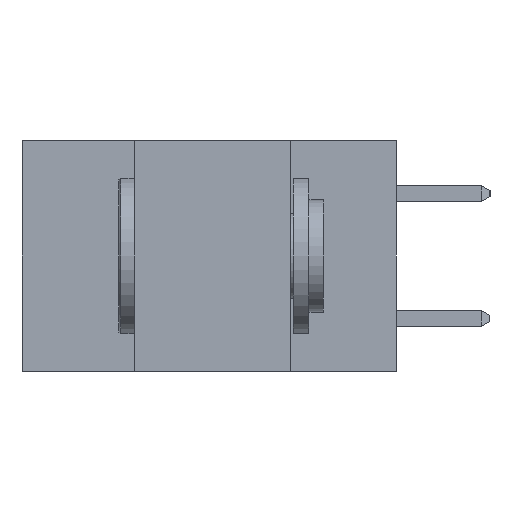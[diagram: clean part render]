
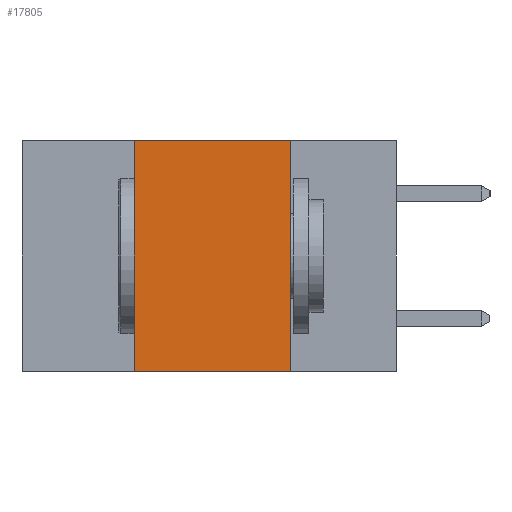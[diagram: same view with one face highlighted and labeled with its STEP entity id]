
A CAD part, left-side view. The second image highlights one B-rep face of the part: STEP entity #17805.
In plain terms, the highlighted planar face has unit normal (-1, 0, 0).
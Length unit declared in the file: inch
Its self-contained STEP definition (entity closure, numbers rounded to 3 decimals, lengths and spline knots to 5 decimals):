
#6 = EDGE_CURVE ( 'NONE', #20271, #9515, #3598, .T. ) ;
#348 = PLANE ( 'NONE',  #4387 ) ;
#1251 = VERTEX_POINT ( 'NONE', #15964 ) ;
#1995 = ORIENTED_EDGE ( 'NONE', *, *, #6, .T. ) ;
#2888 = CARTESIAN_POINT ( 'NONE',  ( 0., 0.42, -0.37 ) ) ;
#3401 = CARTESIAN_POINT ( 'NONE',  ( 0., 0.6, -0.37 ) ) ;
#3593 = ORIENTED_EDGE ( 'NONE', *, *, #12987, .F. ) ;
#3598 = LINE ( 'NONE', #3401, #10026 ) ;
#4355 = ORIENTED_EDGE ( 'NONE', *, *, #14397, .F. ) ;
#4387 = AXIS2_PLACEMENT_3D ( 'NONE', #11636, #6832, #16442 ) ;
#5022 = CARTESIAN_POINT ( 'NONE',  ( 0., 0.42, 0. ) ) ;
#5857 = VECTOR ( 'NONE', #12721, 39.37008 ) ;
#6647 = EDGE_CURVE ( 'NONE', #1251, #9515, #16052, .T. ) ;
#6791 = VECTOR ( 'NONE', #17609, 39.37008 ) ;
#6832 = DIRECTION ( 'NONE',  ( 1., 0., 0. ) ) ;
#6847 = DIRECTION ( 'NONE',  ( 0., -1., 0. ) ) ;
#6928 = FACE_OUTER_BOUND ( 'NONE', #20510, .T. ) ;
#7916 = CARTESIAN_POINT ( 'NONE',  ( 0., 0.17, -0.37 ) ) ;
#8454 = CARTESIAN_POINT ( 'NONE',  ( 0., 0.17, -0.37 ) ) ;
#9515 = VERTEX_POINT ( 'NONE', #8454 ) ;
#10026 = VECTOR ( 'NONE', #6847, 39.37008 ) ;
#10892 = DIRECTION ( 'NONE',  ( 0., -1., 0. ) ) ;
#11636 = CARTESIAN_POINT ( 'NONE',  ( 0., 0.6, 0. ) ) ;
#11724 = VERTEX_POINT ( 'NONE', #5022 ) ;
#12721 = DIRECTION ( 'NONE',  ( 0., 0., -1. ) ) ;
#12799 = LINE ( 'NONE', #19173, #6791 ) ;
#12987 = EDGE_CURVE ( 'NONE', #20271, #11724, #12799, .T. ) ;
#14397 = EDGE_CURVE ( 'NONE', #11724, #1251, #20406, .T. ) ;
#15964 = CARTESIAN_POINT ( 'NONE',  ( 0., 0.17, 0. ) ) ;
#16052 = LINE ( 'NONE', #7916, #5857 ) ;
#16442 = DIRECTION ( 'NONE',  ( 0., 0., -1. ) ) ;
#16995 = ORIENTED_EDGE ( 'NONE', *, *, #6647, .F. ) ;
#17055 = CARTESIAN_POINT ( 'NONE',  ( 0., 0.6, 0. ) ) ;
#17609 = DIRECTION ( 'NONE',  ( 0., 0., 1. ) ) ;
#17805 = ADVANCED_FACE ( 'NONE', ( #6928 ), #348, .F. ) ;
#19173 = CARTESIAN_POINT ( 'NONE',  ( 0., 0.42, -0.37 ) ) ;
#19639 = VECTOR ( 'NONE', #10892, 39.37008 ) ;
#20271 = VERTEX_POINT ( 'NONE', #2888 ) ;
#20406 = LINE ( 'NONE', #17055, #19639 ) ;
#20510 = EDGE_LOOP ( 'NONE', ( #16995, #4355, #3593, #1995 ) ) ;
